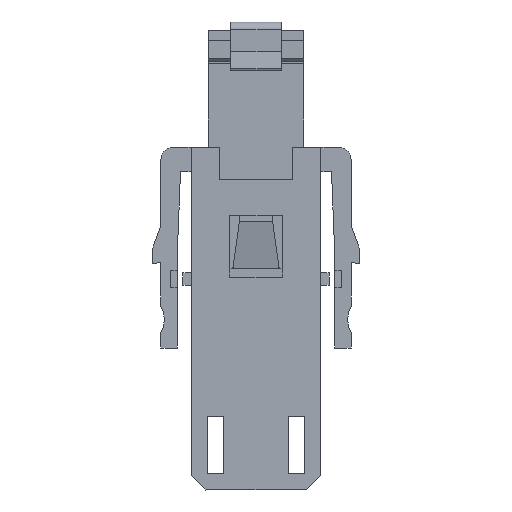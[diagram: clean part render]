
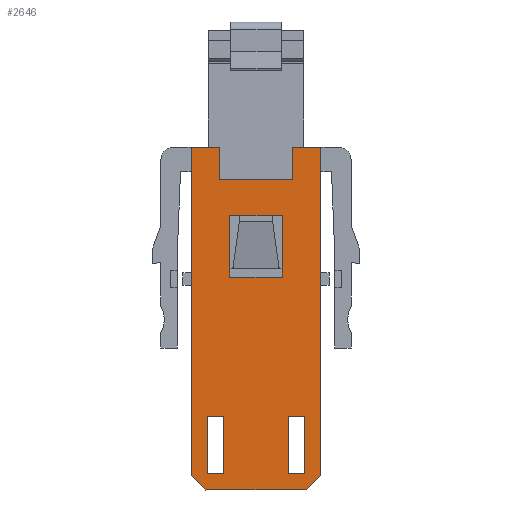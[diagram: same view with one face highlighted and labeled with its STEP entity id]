
A CAD part, left-side view. The second image highlights one B-rep face of the part: STEP entity #2646.
In plain terms, the highlighted planar face has unit normal (-1, 0, 0).
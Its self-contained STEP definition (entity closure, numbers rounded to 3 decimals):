
#2646=ADVANCED_FACE('',(#3361,#3362,#3363,#3364),#3065,.T.);
#3065=PLANE('',#12180);
#3361=FACE_BOUND('',#3480,.T.);
#3362=FACE_BOUND('',#3481,.T.);
#3363=FACE_BOUND('',#3482,.T.);
#3364=FACE_BOUND('',#3483,.T.);
#3480=EDGE_LOOP('',(#4377,#4378,#4379,#4380));
#3481=EDGE_LOOP('',(#4381,#4382,#4383,#4384));
#3482=EDGE_LOOP('',(#4385,#4386,#4387,#4388));
#3483=EDGE_LOOP('',(#4389,#4390,#4391,#4392,#4393,#4394,#4395,#4396,#4397,
#4398));
#4377=ORIENTED_EDGE('',*,*,#7203,.T.);
#4378=ORIENTED_EDGE('',*,*,#7205,.T.);
#4379=ORIENTED_EDGE('',*,*,#7197,.T.);
#4380=ORIENTED_EDGE('',*,*,#7200,.T.);
#4381=ORIENTED_EDGE('',*,*,#7208,.T.);
#4382=ORIENTED_EDGE('',*,*,#7210,.T.);
#4383=ORIENTED_EDGE('',*,*,#7212,.T.);
#4384=ORIENTED_EDGE('',*,*,#7213,.T.);
#4385=ORIENTED_EDGE('',*,*,#7219,.T.);
#4386=ORIENTED_EDGE('',*,*,#7221,.T.);
#4387=ORIENTED_EDGE('',*,*,#7214,.T.);
#4388=ORIENTED_EDGE('',*,*,#7217,.T.);
#4389=ORIENTED_EDGE('',*,*,#7324,.T.);
#4390=ORIENTED_EDGE('',*,*,#7398,.T.);
#4391=ORIENTED_EDGE('',*,*,#7314,.T.);
#4392=ORIENTED_EDGE('',*,*,#7317,.T.);
#4393=ORIENTED_EDGE('',*,*,#7318,.T.);
#4394=ORIENTED_EDGE('',*,*,#7320,.T.);
#4395=ORIENTED_EDGE('',*,*,#7395,.F.);
#4396=ORIENTED_EDGE('',*,*,#7144,.F.);
#4397=ORIENTED_EDGE('',*,*,#7330,.T.);
#4398=ORIENTED_EDGE('',*,*,#7328,.T.);
#6343=VERTEX_POINT('',#15430);
#6344=VERTEX_POINT('',#15432);
#6391=VERTEX_POINT('',#15533);
#6393=VERTEX_POINT('',#15537);
#6395=VERTEX_POINT('',#15543);
#6397=VERTEX_POINT('',#15549);
#6398=VERTEX_POINT('',#15556);
#6399=VERTEX_POINT('',#15558);
#6400=VERTEX_POINT('',#15562);
#6401=VERTEX_POINT('',#15566);
#6402=VERTEX_POINT('',#15572);
#6403=VERTEX_POINT('',#15573);
#6404=VERTEX_POINT('',#15578);
#6405=VERTEX_POINT('',#15582);
#6466=VERTEX_POINT('',#15781);
#6467=VERTEX_POINT('',#15783);
#6468=VERTEX_POINT('',#15787);
#6469=VERTEX_POINT('',#15791);
#6470=VERTEX_POINT('',#15795);
#6473=VERTEX_POINT('',#15802);
#6474=VERTEX_POINT('',#15804);
#6476=VERTEX_POINT('',#15809);
#7144=EDGE_CURVE('',#6343,#6344,#9192,.T.);
#7197=EDGE_CURVE('',#6391,#6393,#9241,.T.);
#7200=EDGE_CURVE('',#6393,#6395,#9244,.T.);
#7203=EDGE_CURVE('',#6395,#6397,#9247,.T.);
#7205=EDGE_CURVE('',#6397,#6391,#9249,.T.);
#7208=EDGE_CURVE('',#6398,#6399,#9252,.T.);
#7210=EDGE_CURVE('',#6399,#6400,#9254,.T.);
#7212=EDGE_CURVE('',#6400,#6401,#9256,.T.);
#7213=EDGE_CURVE('',#6401,#6398,#9257,.T.);
#7214=EDGE_CURVE('',#6402,#6403,#9258,.T.);
#7217=EDGE_CURVE('',#6403,#6404,#9261,.T.);
#7219=EDGE_CURVE('',#6404,#6405,#9263,.T.);
#7221=EDGE_CURVE('',#6405,#6402,#9265,.T.);
#7314=EDGE_CURVE('',#6467,#6466,#9350,.T.);
#7317=EDGE_CURVE('',#6466,#6468,#9353,.T.);
#7318=EDGE_CURVE('',#6468,#6469,#9354,.T.);
#7320=EDGE_CURVE('',#6469,#6470,#9356,.T.);
#7324=EDGE_CURVE('',#6474,#6473,#9360,.T.);
#7328=EDGE_CURVE('',#6476,#6474,#9364,.T.);
#7330=EDGE_CURVE('',#6343,#6476,#9366,.T.);
#7395=EDGE_CURVE('',#6344,#6470,#9423,.T.);
#7398=EDGE_CURVE('',#6473,#6467,#9426,.T.);
#9192=LINE('',#15431,#10387);
#9241=LINE('',#15538,#10436);
#9244=LINE('',#15544,#10439);
#9247=LINE('',#15550,#10442);
#9249=LINE('',#15553,#10444);
#9252=LINE('',#15559,#10447);
#9254=LINE('',#15563,#10449);
#9256=LINE('',#15567,#10451);
#9257=LINE('',#15569,#10452);
#9258=LINE('',#15571,#10453);
#9261=LINE('',#15577,#10456);
#9263=LINE('',#15581,#10458);
#9265=LINE('',#15585,#10460);
#9350=LINE('',#15782,#10545);
#9353=LINE('',#15788,#10548);
#9354=LINE('',#15790,#10549);
#9356=LINE('',#15794,#10551);
#9360=LINE('',#15803,#10555);
#9364=LINE('',#15811,#10559);
#9366=LINE('',#15814,#10561);
#9423=LINE('',#15953,#10618);
#9426=LINE('',#15959,#10621);
#10387=VECTOR('',#12913,1.);
#10436=VECTOR('',#12978,1.);
#10439=VECTOR('',#12983,1.);
#10442=VECTOR('',#12988,1.);
#10444=VECTOR('',#12992,1.);
#10447=VECTOR('',#12997,1.);
#10449=VECTOR('',#13001,1.);
#10451=VECTOR('',#13005,1.);
#10452=VECTOR('',#13008,1.);
#10453=VECTOR('',#13011,1.);
#10456=VECTOR('',#13016,1.);
#10458=VECTOR('',#13020,1.);
#10460=VECTOR('',#13024,1.);
#10545=VECTOR('',#13183,1.);
#10548=VECTOR('',#13188,1.);
#10549=VECTOR('',#13191,1.);
#10551=VECTOR('',#13195,1.);
#10555=VECTOR('',#13201,1.);
#10559=VECTOR('',#13207,1.);
#10561=VECTOR('',#13211,1.);
#10618=VECTOR('',#13322,1.);
#10621=VECTOR('',#13329,1.);
#12180=AXIS2_PLACEMENT_3D('',#15961,#13332,#13333);
#12913=DIRECTION('',(0.,-1.,0.));
#12978=DIRECTION('',(0.,-1.,0.));
#12983=DIRECTION('',(0.,0.,-1.));
#12988=DIRECTION('',(0.,1.,0.));
#12992=DIRECTION('',(0.,0.,1.));
#12997=DIRECTION('',(0.,-1.,0.));
#13001=DIRECTION('',(0.,0.,-1.));
#13005=DIRECTION('',(0.,1.,0.));
#13008=DIRECTION('',(0.,0.,1.));
#13011=DIRECTION('',(0.,1.,0.));
#13016=DIRECTION('',(0.,0.,1.));
#13020=DIRECTION('',(0.,-1.,0.));
#13024=DIRECTION('',(0.,0.,-1.));
#13183=DIRECTION('',(0.,0.,-1.));
#13188=DIRECTION('',(0.,-0.707,-0.707));
#13191=DIRECTION('',(0.,-1.,0.));
#13195=DIRECTION('',(0.,-0.707,0.707));
#13201=DIRECTION('',(0.,0.,1.));
#13207=DIRECTION('',(0.,1.,0.));
#13211=DIRECTION('',(0.,0.,-1.));
#13322=DIRECTION('',(0.,0.,-1.));
#13329=DIRECTION('',(0.,1.,0.));
#13332=DIRECTION('',(-1.,0.,0.));
#13333=DIRECTION('',(0.,1.,0.));
#15430=CARTESIAN_POINT('',(6.246,-4.314,39.05));
#15431=CARTESIAN_POINT('',(6.246,-8.401,39.05));
#15432=CARTESIAN_POINT('',(6.246,-7.764,39.05));
#15533=CARTESIAN_POINT('',(6.246,3.386,30.65));
#15537=CARTESIAN_POINT('',(6.246,-3.014,30.65));
#15538=CARTESIAN_POINT('',(6.246,3.386,30.65));
#15543=CARTESIAN_POINT('',(6.246,-3.014,23.15));
#15544=CARTESIAN_POINT('',(6.246,-3.014,30.65));
#15549=CARTESIAN_POINT('',(6.246,3.386,23.15));
#15550=CARTESIAN_POINT('',(6.246,-3.014,23.15));
#15553=CARTESIAN_POINT('',(6.246,3.386,23.15));
#15556=CARTESIAN_POINT('',(6.246,6.136,6.05));
#15558=CARTESIAN_POINT('',(6.246,4.136,6.05));
#15559=CARTESIAN_POINT('',(6.246,6.136,6.05));
#15562=CARTESIAN_POINT('',(6.246,4.136,-0.95));
#15563=CARTESIAN_POINT('',(6.246,4.136,6.05));
#15566=CARTESIAN_POINT('',(6.246,6.136,-0.95));
#15567=CARTESIAN_POINT('',(6.246,4.136,-0.95));
#15569=CARTESIAN_POINT('',(6.246,6.136,-0.95));
#15571=CARTESIAN_POINT('',(6.246,-5.764,-0.95));
#15572=CARTESIAN_POINT('',(6.246,-5.764,-0.95));
#15573=CARTESIAN_POINT('',(6.246,-3.764,-0.95));
#15577=CARTESIAN_POINT('',(6.246,-3.764,-0.95));
#15578=CARTESIAN_POINT('',(6.246,-3.764,6.05));
#15581=CARTESIAN_POINT('',(6.246,-3.764,6.05));
#15582=CARTESIAN_POINT('',(6.246,-5.764,6.05));
#15585=CARTESIAN_POINT('',(6.246,-5.764,6.05));
#15781=CARTESIAN_POINT('',(6.246,8.136,-1.15));
#15782=CARTESIAN_POINT('',(6.246,8.136,38.25));
#15783=CARTESIAN_POINT('',(6.246,8.136,39.05));
#15787=CARTESIAN_POINT('',(6.246,6.336,-2.95));
#15788=CARTESIAN_POINT('',(6.246,8.136,-1.15));
#15790=CARTESIAN_POINT('',(6.246,6.336,-2.95));
#15791=CARTESIAN_POINT('',(6.246,-5.964,-2.95));
#15794=CARTESIAN_POINT('',(6.246,-5.964,-2.95));
#15795=CARTESIAN_POINT('',(6.246,-7.764,-1.15));
#15802=CARTESIAN_POINT('',(6.246,4.686,39.05));
#15803=CARTESIAN_POINT('',(6.246,4.686,35.05));
#15804=CARTESIAN_POINT('',(6.246,4.686,35.05));
#15809=CARTESIAN_POINT('',(6.246,-4.314,35.05));
#15811=CARTESIAN_POINT('',(6.246,-4.314,35.05));
#15814=CARTESIAN_POINT('',(6.246,-4.314,38.25));
#15953=CARTESIAN_POINT('',(6.246,-7.764,38.25));
#15959=CARTESIAN_POINT('',(6.246,4.907,39.05));
#15961=CARTESIAN_POINT('',(6.246,-8.401,39.45));
